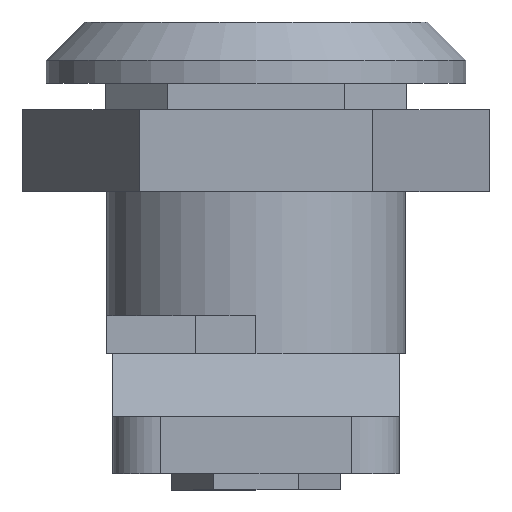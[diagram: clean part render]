
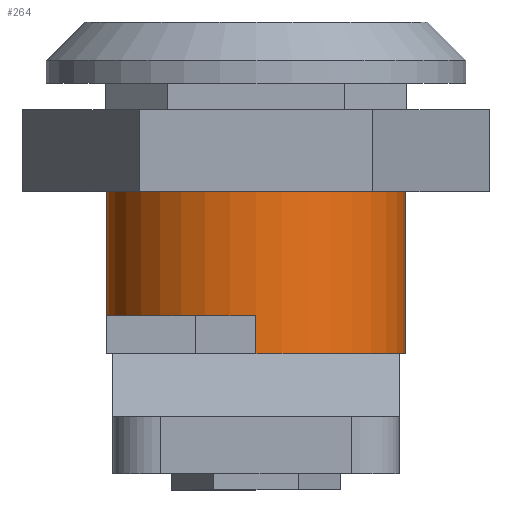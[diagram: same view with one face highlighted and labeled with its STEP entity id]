
A CAD part, left-side view. The second image highlights one B-rep face of the part: STEP entity #264.
In plain terms, the highlighted cylindrical face has radius 9.97 mm (diameter 19.939 mm), a full revolution.
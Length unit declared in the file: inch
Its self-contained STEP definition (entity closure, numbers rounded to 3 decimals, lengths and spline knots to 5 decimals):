
#260 = FACE_OUTER_BOUND ( 'NONE', #693, .T. ) ;
#264 = ADVANCED_FACE ( 'NONE', ( #1186, #260 ), #3271, .T. ) ;
#280 = LINE ( 'NONE', #818, #1283 ) ;
#455 = CARTESIAN_POINT ( 'NONE',  ( 0., 0.3925, -0.71 ) ) ;
#642 = DIRECTION ( 'NONE',  ( 0., 0., 1. ) ) ;
#651 = ORIENTED_EDGE ( 'NONE', *, *, #2363, .T. ) ;
#671 = CARTESIAN_POINT ( 'NONE',  ( -0.3925, 0., -0.71 ) ) ;
#693 = EDGE_LOOP ( 'NONE', ( #651 ) ) ;
#818 = CARTESIAN_POINT ( 'NONE',  ( 0., 0.3925, -0.71 ) ) ;
#897 = CIRCLE ( 'NONE', #3013, 0.3925 ) ;
#921 = ORIENTED_EDGE ( 'NONE', *, *, #2893, .T. ) ;
#944 = CIRCLE ( 'NONE', #1719, 0.3925 ) ;
#954 = AXIS2_PLACEMENT_3D ( 'NONE', #2196, #2462, #1439 ) ;
#1130 = AXIS2_PLACEMENT_3D ( 'NONE', #1916, #642, #1161 ) ;
#1161 = DIRECTION ( 'NONE',  ( -1., 0., 0. ) ) ;
#1164 = VECTOR ( 'NONE', #2991, 39.37008 ) ;
#1186 = FACE_OUTER_BOUND ( 'NONE', #1358, .T. ) ;
#1283 = VECTOR ( 'NONE', #1528, 39.37008 ) ;
#1291 = EDGE_CURVE ( 'NONE', #1705, #3240, #2961, .T. ) ;
#1353 = CARTESIAN_POINT ( 'NONE',  ( 0., 0.3925, -0.61 ) ) ;
#1358 = EDGE_LOOP ( 'NONE', ( #2990, #921, #1739, #2263 ) ) ;
#1407 = VERTEX_POINT ( 'NONE', #2281 ) ;
#1439 = DIRECTION ( 'NONE',  ( -1., 0., 0. ) ) ;
#1528 = DIRECTION ( 'NONE',  ( 0., 0., 1. ) ) ;
#1705 = VERTEX_POINT ( 'NONE', #2177 ) ;
#1719 = AXIS2_PLACEMENT_3D ( 'NONE', #2941, #2407, #1900 ) ;
#1739 = ORIENTED_EDGE ( 'NONE', *, *, #3041, .T. ) ;
#1900 = DIRECTION ( 'NONE',  ( -1., 0., 0. ) ) ;
#1909 = CARTESIAN_POINT ( 'NONE',  ( -0.3925, 0., -0.61 ) ) ;
#1916 = CARTESIAN_POINT ( 'NONE',  ( 0., 0., -0.71 ) ) ;
#2134 = CARTESIAN_POINT ( 'NONE',  ( 0., 0., -0.07 ) ) ;
#2146 = DIRECTION ( 'NONE',  ( -1., 0., 0. ) ) ;
#2160 = DIRECTION ( 'NONE',  ( 0., 0., -1. ) ) ;
#2177 = CARTESIAN_POINT ( 'NONE',  ( -0.3925, 0., -0.71 ) ) ;
#2196 = CARTESIAN_POINT ( 'NONE',  ( 0., 0., -0.71 ) ) ;
#2263 = ORIENTED_EDGE ( 'NONE', *, *, #2482, .T. ) ;
#2281 = CARTESIAN_POINT ( 'NONE',  ( -0.3925, 0., -0.07 ) ) ;
#2363 = EDGE_CURVE ( 'NONE', #1407, #1407, #897, .T. ) ;
#2390 = VERTEX_POINT ( 'NONE', #1909 ) ;
#2407 = DIRECTION ( 'NONE',  ( 0., 0., 1. ) ) ;
#2462 = DIRECTION ( 'NONE',  ( 0., 0., -1. ) ) ;
#2482 = EDGE_CURVE ( 'NONE', #2390, #1705, #2718, .T. ) ;
#2713 = VERTEX_POINT ( 'NONE', #1353 ) ;
#2718 = LINE ( 'NONE', #671, #1164 ) ;
#2893 = EDGE_CURVE ( 'NONE', #3240, #2713, #280, .T. ) ;
#2941 = CARTESIAN_POINT ( 'NONE',  ( 0., 0., -0.61 ) ) ;
#2961 = CIRCLE ( 'NONE', #1130, 0.3925 ) ;
#2990 = ORIENTED_EDGE ( 'NONE', *, *, #1291, .T. ) ;
#2991 = DIRECTION ( 'NONE',  ( 0., 0., -1. ) ) ;
#3013 = AXIS2_PLACEMENT_3D ( 'NONE', #2134, #2160, #2146 ) ;
#3041 = EDGE_CURVE ( 'NONE', #2713, #2390, #944, .T. ) ;
#3240 = VERTEX_POINT ( 'NONE', #455 ) ;
#3271 = CYLINDRICAL_SURFACE ( 'NONE', #954, 0.3925 ) ;
